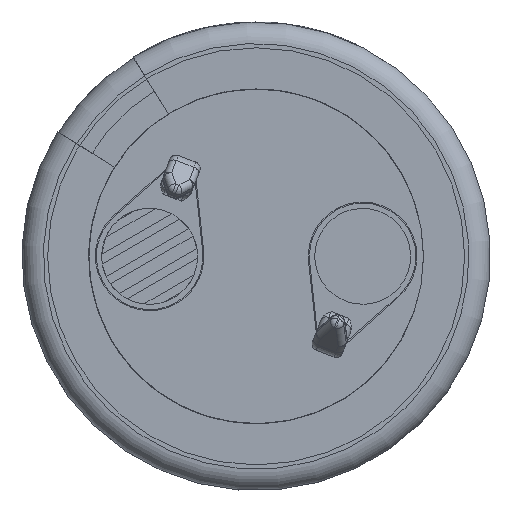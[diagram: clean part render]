
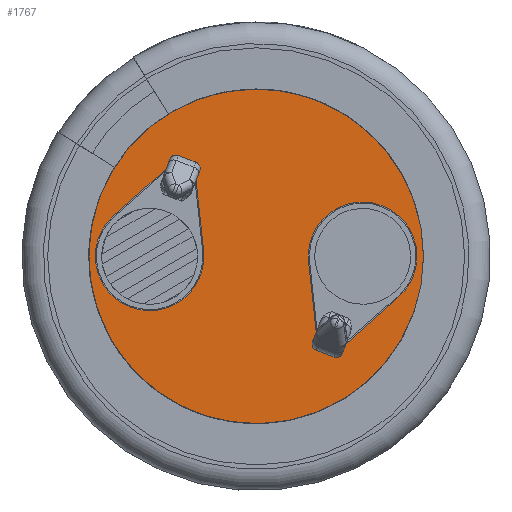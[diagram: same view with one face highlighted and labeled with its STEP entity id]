
A CAD part, front view. The second image highlights one B-rep face of the part: STEP entity #1767.
In plain terms, the highlighted planar face has unit normal (0, -1, 0).
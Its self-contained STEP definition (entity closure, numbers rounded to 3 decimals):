
#1767 = ADVANCED_FACE( '', ( #3622, #3623, #3624 ), #3625, .T. );
#3622 = FACE_OUTER_BOUND( '', #7614, .T. );
#3623 = FACE_BOUND( '', #7615, .T. );
#3624 = FACE_BOUND( '', #7616, .T. );
#3625 = PLANE( '', #7617 );
#7614 = EDGE_LOOP( '', ( #12187 ) );
#7615 = EDGE_LOOP( '', ( #12188, #12189, #12190, #12191 ) );
#7616 = EDGE_LOOP( '', ( #12192, #12193, #12194, #12195 ) );
#7617 = AXIS2_PLACEMENT_3D( '', #12196, #12197, #12198 );
#12187 = ORIENTED_EDGE( '', *, *, #13793, .T. );
#12188 = ORIENTED_EDGE( '', *, *, #14747, .F. );
#12189 = ORIENTED_EDGE( '', *, *, #13646, .F. );
#12190 = ORIENTED_EDGE( '', *, *, #13941, .F. );
#12191 = ORIENTED_EDGE( '', *, *, #14346, .F. );
#12192 = ORIENTED_EDGE( '', *, *, #13211, .T. );
#12193 = ORIENTED_EDGE( '', *, *, #14524, .T. );
#12194 = ORIENTED_EDGE( '', *, *, #12791, .T. );
#12195 = ORIENTED_EDGE( '', *, *, #12978, .T. );
#12196 = CARTESIAN_POINT( '', ( 0., 0., 0. ) );
#12197 = DIRECTION( '', ( 0., -1., 0. ) );
#12198 = DIRECTION( '', ( 0., 0., -1. ) );
#12791 = EDGE_CURVE( '', #14882, #14883, #14884, .T. );
#12978 = EDGE_CURVE( '', #14883, #15210, #15211, .T. );
#13211 = EDGE_CURVE( '', #15210, #15596, #15597, .T. );
#13646 = EDGE_CURVE( '', #16311, #16312, #16313, .T. );
#13793 = EDGE_CURVE( '', #16538, #16538, #16539, .T. );
#13941 = EDGE_CURVE( '', #16753, #16311, #16754, .T. );
#14346 = EDGE_CURVE( '', #17307, #16753, #17308, .T. );
#14524 = EDGE_CURVE( '', #15596, #14882, #17522, .T. );
#14747 = EDGE_CURVE( '', #16312, #17307, #17773, .T. );
#14882 = VERTEX_POINT( '', #17960 );
#14883 = VERTEX_POINT( '', #17961 );
#14884 = LINE( '', #17962, #17963 );
#15210 = VERTEX_POINT( '', #18657 );
#15211 = CIRCLE( '', #18658, 2.55 );
#15596 = VERTEX_POINT( '', #19514 );
#15597 = LINE( '', #19515, #19516 );
#16311 = VERTEX_POINT( '', #21239 );
#16312 = VERTEX_POINT( '', #21240 );
#16313 = LINE( '', #21241, #21242 );
#16538 = VERTEX_POINT( '', #21713 );
#16539 = CIRCLE( '', #21714, 9.114 );
#16753 = VERTEX_POINT( '', #22125 );
#16754 = LINE( '', #22126, #22127 );
#17307 = VERTEX_POINT( '', #23292 );
#17308 = CIRCLE( '', #23293, 2.55 );
#17522 = LINE( '', #23779, #23780 );
#17773 = LINE( '', #24465, #24466 );
#17960 = CARTESIAN_POINT( '', ( 2.814, 0., -3.497 ) );
#17961 = CARTESIAN_POINT( '', ( 2.465, 0., -0.274 ) );
#17962 = CARTESIAN_POINT( '', ( 2.814, 0., -3.497 ) );
#17963 = VECTOR( '', #24601, 1000. );
#18657 = CARTESIAN_POINT( '', ( 6.694, 0., -1.906 ) );
#18658 = AXIS2_PLACEMENT_3D( '', #24693, #24694, #24695 );
#19514 = CARTESIAN_POINT( '', ( 4.27, 0., -4.059 ) );
#19515 = CARTESIAN_POINT( '', ( 6.694, 0., -1.906 ) );
#19516 = VECTOR( '', #24784, 1000. );
#21239 = CARTESIAN_POINT( '', ( -2.814, 0., 3.497 ) );
#21240 = CARTESIAN_POINT( '', ( -4.27, 0., 4.059 ) );
#21241 = CARTESIAN_POINT( '', ( -2.814, 0., 3.497 ) );
#21242 = VECTOR( '', #24984, 1000. );
#21713 = CARTESIAN_POINT( '', ( 0., 0., -9.114 ) );
#21714 = AXIS2_PLACEMENT_3D( '', #25032, #25033, #25034 );
#22125 = CARTESIAN_POINT( '', ( -2.465, 0., 0.274 ) );
#22126 = CARTESIAN_POINT( '', ( -2.465, 0., 0.274 ) );
#22127 = VECTOR( '', #25100, 1000. );
#23292 = CARTESIAN_POINT( '', ( -6.694, 0., 1.906 ) );
#23293 = AXIS2_PLACEMENT_3D( '', #25277, #25278, #25279 );
#23779 = CARTESIAN_POINT( '', ( 4.27, 0., -4.059 ) );
#23780 = VECTOR( '', #25344, 1000. );
#24465 = CARTESIAN_POINT( '', ( -4.27, 0., 4.059 ) );
#24466 = VECTOR( '', #25363, 1000. );
#24601 = DIRECTION( '', ( -0.108, 0., 0.994 ) );
#24693 = CARTESIAN_POINT( '', ( 5., 0., 0. ) );
#24694 = DIRECTION( '', ( 0., 1., 0. ) );
#24695 = DIRECTION( '', ( 0., 0., -1. ) );
#24784 = DIRECTION( '', ( -0.748, 0., -0.664 ) );
#24984 = DIRECTION( '', ( -0.933, 0., 0.36 ) );
#25032 = CARTESIAN_POINT( '', ( 0., 0., 0. ) );
#25033 = DIRECTION( '', ( 0., -1., 0. ) );
#25034 = DIRECTION( '', ( 0., 0., -1. ) );
#25100 = DIRECTION( '', ( -0.108, 0., 0.994 ) );
#25277 = CARTESIAN_POINT( '', ( -5., 0., 0. ) );
#25278 = DIRECTION( '', ( 0., -1., 0. ) );
#25279 = DIRECTION( '', ( 0., 0., 1. ) );
#25344 = DIRECTION( '', ( -0.933, 0., 0.36 ) );
#25363 = DIRECTION( '', ( -0.748, 0., -0.664 ) );
